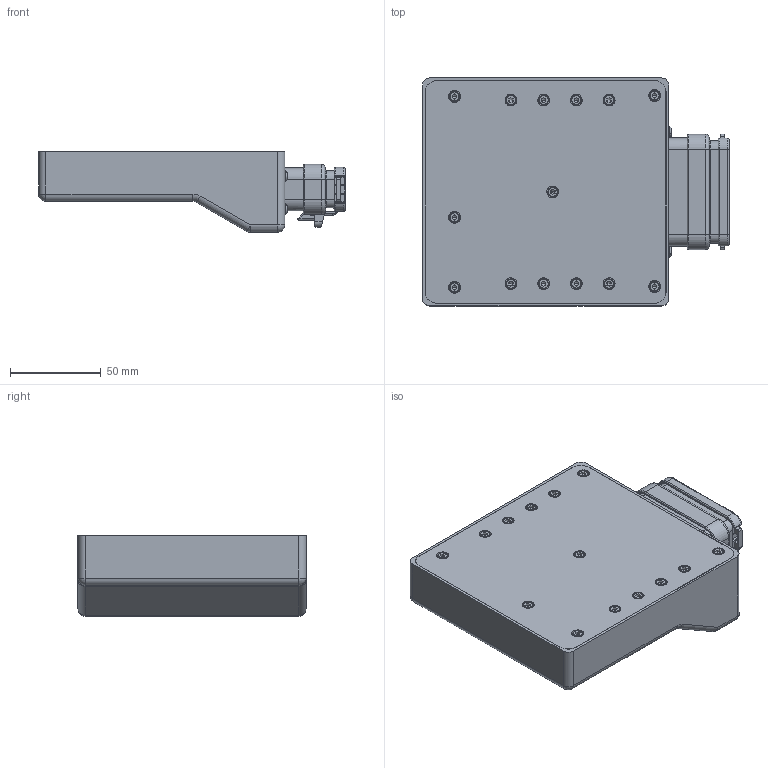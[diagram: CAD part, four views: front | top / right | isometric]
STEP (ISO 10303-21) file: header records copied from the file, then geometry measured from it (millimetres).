
FILE_DESCRIPTION (( 'STEP AP203' ), '1' );
FILE_NAME ('DI12.STEP', '2021-05-20T06:33:59', ( '' ), ( '' ), 'SwSTEP 2.0', 'SolidWorks 2020', '' );
FILE_SCHEMA (( 'CONFIG_CONTROL_DESIGN' ));
Length unit declared in the file: millimetre
Products named in the file (11): ENG_CVM_CVM_776164-1_F; DI12 90Deg HEADER_IO BOARD DIMS Rev1; DI12 90Deg HEADER_Connector_A Rev2; DI12 90Deg HEADER_Top Case Rev1; socket head cap screw_am_B18.3.1M - 3 x 0.5 x 20 Hex SHCS -- 20NHX; c-776164-1-f-3d-2; DI12 90Deg HEADER_Bottom Case Rev1; socket button head cap screw_am_B18.3.4M - 3 x 0.5 x 6 SBHCS --N; c-776164-1-f-3d-1; DI12; Part2
Assembly tree (26 placements, depth 3):
  DI12
    ENG_CVM_CVM_776164-1_F
      Part2
      c-776164-1-f-3d-1
      c-776164-1-f-3d-2
    DI12 90Deg HEADER_Connector_A Rev2
    DI12 90Deg HEADER_IO BOARD DIMS Rev1
    DI12 90Deg HEADER_Top Case Rev1
    DI12 90Deg HEADER_Bottom Case Rev1
    socket button head cap screw_am_B18.3.4M - 3 x 0.5 x 6 SBHCS --N  x4
    socket head cap screw_am_B18.3.1M - 3 x 0.5 x 20 Hex SHCS -- 20NHX  x14
Bounding box: 168.76 x 125.4 x 44.27 mm (x, y, z)
Volume: 225462.2 mm3; surface area: 176641.1 mm2
Topology: 25 solids, 25 shells, 3372 faces, 8285 edges, 5166 vertices
Faces by surface type: plane 1866, cylinder 1044, cone 272, bspline 96, torus 52, sphere 42
Entity records: 91088 total; most frequent: CARTESIAN_POINT 18588, DIRECTION 14908, ORIENTED_EDGE 14626, EDGE_CURVE 7313, AXIS2_PLACEMENT_3D 5075, VECTOR 4758, LINE 4758, VERTEX_POINT 4632
